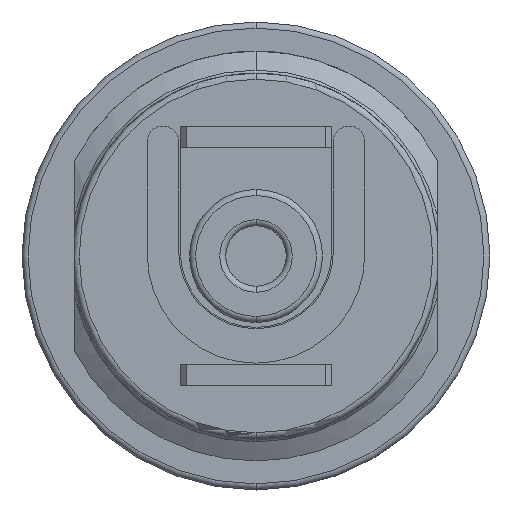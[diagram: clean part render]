
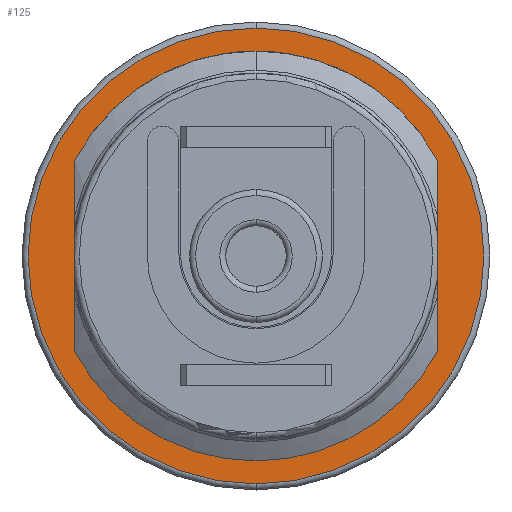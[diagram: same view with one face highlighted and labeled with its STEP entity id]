
A CAD part, front view. The second image highlights one B-rep face of the part: STEP entity #125.
In plain terms, the highlighted planar face has unit normal (0, -1, 0).
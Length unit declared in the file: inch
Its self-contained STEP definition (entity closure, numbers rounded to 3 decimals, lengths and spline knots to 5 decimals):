
#6 = ORIENTED_EDGE ( 'NONE', *, *, #881, .F. ) ;
#40 = CARTESIAN_POINT ( 'NONE',  ( -0.3, 1.225, 0.15786 ) ) ;
#47 = DIRECTION ( 'NONE',  ( 0., 0., -1. ) ) ;
#71 = AXIS2_PLACEMENT_3D ( 'NONE', #1958, #996, #87 ) ;
#74 = EDGE_LOOP ( 'NONE', ( #6, #813, #189, #683, #321 ) ) ;
#87 = DIRECTION ( 'NONE',  ( 0., 0., -1. ) ) ;
#99 = CARTESIAN_POINT ( 'NONE',  ( 0., 1.225, 0. ) ) ;
#102 = ORIENTED_EDGE ( 'NONE', *, *, #1392, .T. ) ;
#125 = ADVANCED_FACE ( 'NONE', ( #1242, #524 ), #2004, .T. ) ;
#174 = CARTESIAN_POINT ( 'NONE',  ( 0.3, 1.225, -0.15786 ) ) ;
#189 = ORIENTED_EDGE ( 'NONE', *, *, #1721, .F. ) ;
#248 = CARTESIAN_POINT ( 'NONE',  ( 0., 1.225, 0. ) ) ;
#251 = DIRECTION ( 'NONE',  ( 0., 0., -1. ) ) ;
#258 = LINE ( 'NONE', #1431, #1986 ) ;
#321 = ORIENTED_EDGE ( 'NONE', *, *, #1217, .F. ) ;
#369 = DIRECTION ( 'NONE',  ( 0., -1., 0. ) ) ;
#373 = EDGE_LOOP ( 'NONE', ( #102, #418 ) ) ;
#379 = CARTESIAN_POINT ( 'NONE',  ( 0., 1.225, 0.37715 ) ) ;
#382 = AXIS2_PLACEMENT_3D ( 'NONE', #712, #1828, #872 ) ;
#397 = DIRECTION ( 'NONE',  ( 0., 0., -1. ) ) ;
#410 = CARTESIAN_POINT ( 'NONE',  ( 0.339, 1.225, 0. ) ) ;
#418 = ORIENTED_EDGE ( 'NONE', *, *, #1498, .T. ) ;
#455 = EDGE_CURVE ( 'NONE', #673, #1166, #258, .T. ) ;
#481 = DIRECTION ( 'NONE',  ( 0., 0., -1. ) ) ;
#524 = FACE_BOUND ( 'NONE', #74, .T. ) ;
#586 = AXIS2_PLACEMENT_3D ( 'NONE', #410, #650, #47 ) ;
#590 = CIRCLE ( 'NONE', #953, 0.339 ) ;
#650 = DIRECTION ( 'NONE',  ( 0., -1., 0. ) ) ;
#662 = CIRCLE ( 'NONE', #681, 0.37715 ) ;
#673 = VERTEX_POINT ( 'NONE', #40 ) ;
#681 = AXIS2_PLACEMENT_3D ( 'NONE', #248, #1335, #397 ) ;
#683 = ORIENTED_EDGE ( 'NONE', *, *, #1579, .F. ) ;
#699 = VERTEX_POINT ( 'NONE', #822 ) ;
#712 = CARTESIAN_POINT ( 'NONE',  ( 0., 1.225, 0. ) ) ;
#813 = ORIENTED_EDGE ( 'NONE', *, *, #455, .F. ) ;
#822 = CARTESIAN_POINT ( 'NONE',  ( 0.3, 1.225, -0.15786 ) ) ;
#872 = DIRECTION ( 'NONE',  ( 0., 0., -1. ) ) ;
#881 = EDGE_CURVE ( 'NONE', #1166, #1253, #1226, .T. ) ;
#937 = AXIS2_PLACEMENT_3D ( 'NONE', #1302, #369, #1469 ) ;
#953 = AXIS2_PLACEMENT_3D ( 'NONE', #99, #1174, #251 ) ;
#996 = DIRECTION ( 'NONE',  ( 0., -1., 0. ) ) ;
#1063 = VERTEX_POINT ( 'NONE', #1786 ) ;
#1159 = VECTOR ( 'NONE', #1249, 39.37008 ) ;
#1166 = VERTEX_POINT ( 'NONE', #1468 ) ;
#1174 = DIRECTION ( 'NONE',  ( 0., -1., 0. ) ) ;
#1183 = VERTEX_POINT ( 'NONE', #379 ) ;
#1217 = EDGE_CURVE ( 'NONE', #1253, #699, #590, .T. ) ;
#1226 = CIRCLE ( 'NONE', #382, 0.339 ) ;
#1242 = FACE_OUTER_BOUND ( 'NONE', #373, .T. ) ;
#1249 = DIRECTION ( 'NONE',  ( 0., 0., 1. ) ) ;
#1253 = VERTEX_POINT ( 'NONE', #1756 ) ;
#1302 = CARTESIAN_POINT ( 'NONE',  ( 0., 1.225, 0. ) ) ;
#1335 = DIRECTION ( 'NONE',  ( 0., -1., 0. ) ) ;
#1338 = CIRCLE ( 'NONE', #937, 0.339 ) ;
#1392 = EDGE_CURVE ( 'NONE', #1860, #1183, #1926, .T. ) ;
#1431 = CARTESIAN_POINT ( 'NONE',  ( -0.3, 1.225, -0.15786 ) ) ;
#1468 = CARTESIAN_POINT ( 'NONE',  ( -0.3, 1.225, -0.15786 ) ) ;
#1469 = DIRECTION ( 'NONE',  ( 0., 0., -1. ) ) ;
#1498 = EDGE_CURVE ( 'NONE', #1183, #1860, #662, .T. ) ;
#1579 = EDGE_CURVE ( 'NONE', #699, #1063, #1585, .T. ) ;
#1585 = LINE ( 'NONE', #174, #1159 ) ;
#1717 = CARTESIAN_POINT ( 'NONE',  ( 0., 1.225, -0.37715 ) ) ;
#1721 = EDGE_CURVE ( 'NONE', #1063, #673, #1338, .T. ) ;
#1756 = CARTESIAN_POINT ( 'NONE',  ( 0., 1.225, -0.339 ) ) ;
#1786 = CARTESIAN_POINT ( 'NONE',  ( 0.3, 1.225, 0.15786 ) ) ;
#1828 = DIRECTION ( 'NONE',  ( 0., -1., 0. ) ) ;
#1860 = VERTEX_POINT ( 'NONE', #1717 ) ;
#1926 = CIRCLE ( 'NONE', #71, 0.37715 ) ;
#1958 = CARTESIAN_POINT ( 'NONE',  ( 0., 1.225, 0. ) ) ;
#1986 = VECTOR ( 'NONE', #481, 39.37008 ) ;
#2004 = PLANE ( 'NONE',  #586 ) ;
